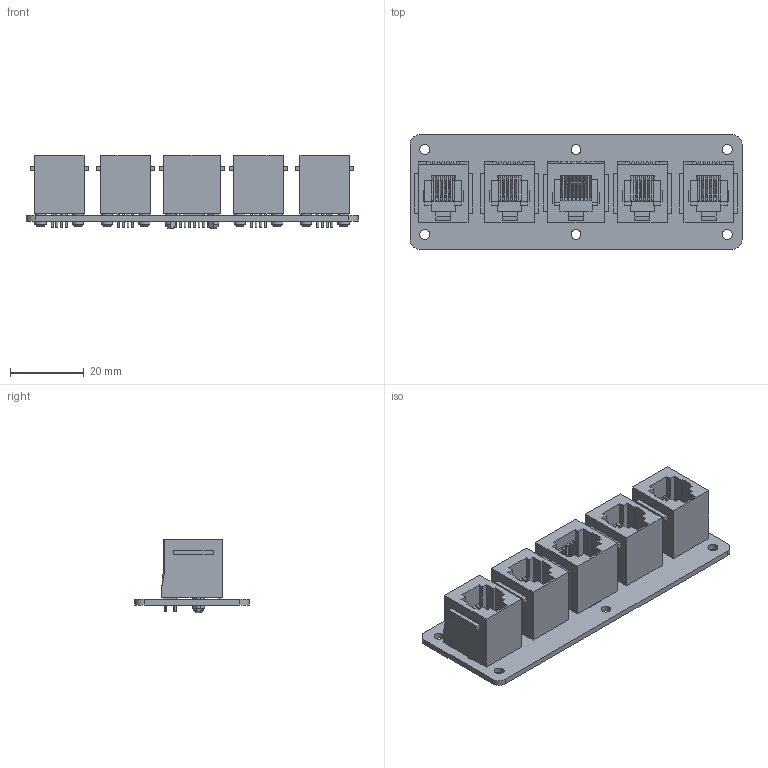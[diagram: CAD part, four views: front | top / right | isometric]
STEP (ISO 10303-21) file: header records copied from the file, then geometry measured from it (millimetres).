
FILE_DESCRIPTION(('KiCad electronic assembly'),'2;1');
FILE_NAME('pots-over-cat6.step','2025-04-15T13:17:56',('Pcbnew'),( 'Kicad'),'Open CASCADE STEP processor 7.6','KiCad to STEP converter' ,'Unknown');
FILE_SCHEMA(('AUTOMOTIVE_DESIGN { 1 0 10303 214 1 1 1 1 }'));
Length unit declared in the file: millimetre
Products named in the file (18): pots-over-cat6 1; 615004144121; 6150xx144121_Housing; 6150xx144121_Pin3; 6150xx144121_Pin5; 6150xx144121_Pin2; 6150xx144121_Pin4; 615008144221; pin1; pin3; pin5; pin7; pin2; pin4; pin6; pin8; housing; pots-over-cat6_PCB
Assembly tree (20 placements, depth 3):
  pots-over-cat6 1
    615004144121  x4
      6150xx144121_Housing
      6150xx144121_Pin3
      6150xx144121_Pin5
      6150xx144121_Pin2
      6150xx144121_Pin4
    615008144221
      pin1
      pin3
      pin5
      pin7
      pin2
      pin4
      pin6
      pin8
      housing
    pots-over-cat6_PCB
Bounding box: 90 x 31 x 20.05 mm (x, y, z)
Volume: 13383.6 mm3; surface area: 21003.9 mm2
Topology: 30 solids, 30 shells, 1234 faces, 3460 edges, 2244 vertices
Faces by surface type: plane 1056, cylinder 120, bspline 26, torus 16, cone 16
Full cylindrical faces by diameter (mm): 0.9 x24, 1.6 x2, 1.7 x8, 2.7 x6, 3.17 x10
Entity records: 27318 total; most frequent: CARTESIAN_POINT 11040, ORIENTED_EDGE 3056, DIRECTION 2802, EDGE_CURVE 1528, LINE 1310, VECTOR 1310, VERTEX_POINT 984, AXIS2_PLACEMENT_3D 746
